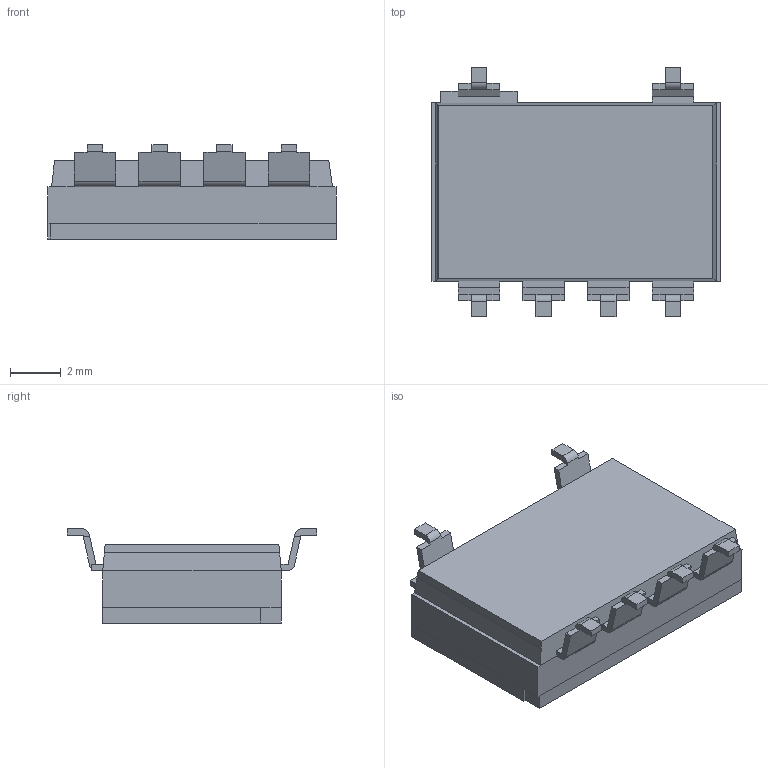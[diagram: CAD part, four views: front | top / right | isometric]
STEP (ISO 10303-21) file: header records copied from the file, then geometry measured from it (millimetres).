
FILE_DESCRIPTION(/* description */ (''),/* implementation_level */ '2;1');
FILE_NAME(/* name */ 'KAD04xGGR.stp',/* time_stamp */ '2024-02-16T15:58:16-06:00',/* author */ ('mroman'),/* organization */ (''),/* preprocessor_version */ 'ST-DEVELOPER v18.1',/* originating_system */ 'Autodesk Inventor 2022',/* authorisation */ '');
FILE_SCHEMA (('AUTOMOTIVE_DESIGN { 1 0 10303 214 3 1 1 }'));
Length unit declared in the file: millimetre
Products named in the file (1): KAD04SGGR
Bounding box: 11.32 x 9.8 x 3.71 mm (x, y, z)
Volume: 235.7 mm3; surface area: 351 mm2
Topology: 1 solids, 1 shells, 343 faces, 900 edges, 583 vertices
Faces by surface type: plane 274, cylinder 40, bspline 29
Entity records: 12143 total; most frequent: CARTESIAN_POINT 3800, ORIENTED_EDGE 1800, DIRECTION 1538, EDGE_CURVE 900, LINE 776, VECTOR 776, VERTEX_POINT 583, AXIS2_PLACEMENT_3D 381
